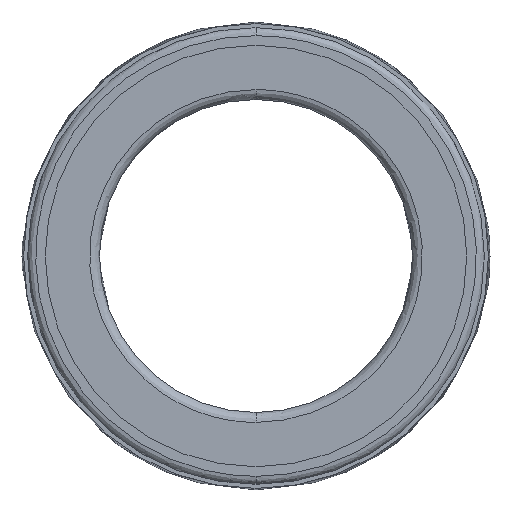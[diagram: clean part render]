
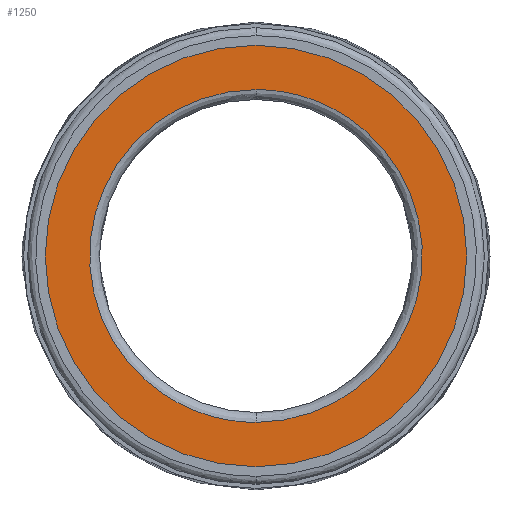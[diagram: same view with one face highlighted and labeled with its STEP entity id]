
A CAD part, front view. The second image highlights one B-rep face of the part: STEP entity #1250.
In plain terms, the highlighted planar face has unit normal (0, -1, 0).
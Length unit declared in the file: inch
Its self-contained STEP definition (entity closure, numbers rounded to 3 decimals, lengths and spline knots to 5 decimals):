
#67 = CARTESIAN_POINT ( 'NONE',  ( -3.3566, -1.18579, 1.6783 ) ) ;
#79 = CARTESIAN_POINT ( 'NONE',  ( 0., -1.18579, -2.126 ) ) ;
#86 = EDGE_CURVE ( 'NONE', #727, #2297, #1816, .T. ) ;
#480 = CARTESIAN_POINT ( 'NONE',  ( -3.3566, -1.18579, -1.6783 ) ) ;
#490 = CARTESIAN_POINT ( 'NONE',  ( 0., -1.18579, 1.6783 ) ) ;
#504 = DIRECTION ( 'NONE',  ( 0., -1., 0. ) ) ;
#553 = AXIS2_PLACEMENT_3D ( 'NONE', #2586, #2147, #862 ) ;
#561 = ORIENTED_EDGE ( 'NONE', *, *, #1824, .T. ) ;
#665 = ORIENTED_EDGE ( 'NONE', *, *, #1438, .T. ) ;
#673 = PLANE ( 'NONE',  #2088 ) ;
#678 = DIRECTION ( 'NONE',  ( 0., 0., -1. ) ) ;
#727 = VERTEX_POINT ( 'NONE', #1766 ) ;
#758 = CARTESIAN_POINT ( 'NONE',  ( 3.3566, -1.18579, -1.6783 ) ) ;
#855 = VERTEX_POINT ( 'NONE', #79 ) ;
#862 = DIRECTION ( 'NONE',  ( 0., 0., -1. ) ) ;
#1250 = ADVANCED_FACE ( 'NONE', ( #2679, #1736 ), #673, .T. ) ;
#1256 = EDGE_CURVE ( 'NONE', #2297, #727, #2228, .T. ) ;
#1321 = EDGE_LOOP ( 'NONE', ( #1391, #1744 ) ) ;
#1391 = ORIENTED_EDGE ( 'NONE', *, *, #86, .F. ) ;
#1396 = VERTEX_POINT ( 'NONE', #2235 ) ;
#1438 = EDGE_CURVE ( 'NONE', #855, #1396, #1501, .T. ) ;
#1501 = CIRCLE ( 'NONE', #1708, 2.126 ) ;
#1598 = CARTESIAN_POINT ( 'NONE',  ( 0., -1.18579, -1.6783 ) ) ;
#1600 = CARTESIAN_POINT ( 'NONE',  ( 0., -1.18579, 0. ) ) ;
#1708 = AXIS2_PLACEMENT_3D ( 'NONE', #1600, #504, #2004 ) ;
#1736 = FACE_BOUND ( 'NONE', #1321, .T. ) ;
#1744 = ORIENTED_EDGE ( 'NONE', *, *, #1256, .F. ) ;
#1766 = CARTESIAN_POINT ( 'NONE',  ( 0., -1.18579, -1.6783 ) ) ;
#1816 =( BOUNDED_CURVE ( )  B_SPLINE_CURVE ( 3, ( #1598, #758, #2477, #2657 ),
 .UNSPECIFIED., .F., .F. ) 
 B_SPLINE_CURVE_WITH_KNOTS ( ( 4, 4 ),
 ( 0.75, 1.25 ),
 .UNSPECIFIED. ) 
 CURVE ( )  GEOMETRIC_REPRESENTATION_ITEM ( )  RATIONAL_B_SPLINE_CURVE ( ( 1., 0.333, 0.333, 1. ) ) 
 REPRESENTATION_ITEM ( '' )  );
#1824 = EDGE_CURVE ( 'NONE', #1396, #855, #2574, .T. ) ;
#1945 = EDGE_LOOP ( 'NONE', ( #665, #561 ) ) ;
#1974 = CARTESIAN_POINT ( 'NONE',  ( 1.90215, -1.18579, 0. ) ) ;
#2004 = DIRECTION ( 'NONE',  ( 0., 0., -1. ) ) ;
#2076 = CARTESIAN_POINT ( 'NONE',  ( 0., -1.18579, 1.6783 ) ) ;
#2088 = AXIS2_PLACEMENT_3D ( 'NONE', #1974, #2415, #678 ) ;
#2147 = DIRECTION ( 'NONE',  ( 0., -1., 0. ) ) ;
#2228 =( BOUNDED_CURVE ( )  B_SPLINE_CURVE ( 3, ( #490, #67, #480, #2626 ),
 .UNSPECIFIED., .F., .F. ) 
 B_SPLINE_CURVE_WITH_KNOTS ( ( 4, 4 ),
 ( 0.25, 0.75 ),
 .UNSPECIFIED. ) 
 CURVE ( )  GEOMETRIC_REPRESENTATION_ITEM ( )  RATIONAL_B_SPLINE_CURVE ( ( 1., 0.333, 0.333, 1. ) ) 
 REPRESENTATION_ITEM ( '' )  );
#2235 = CARTESIAN_POINT ( 'NONE',  ( 0., -1.18579, 2.126 ) ) ;
#2297 = VERTEX_POINT ( 'NONE', #2076 ) ;
#2415 = DIRECTION ( 'NONE',  ( 0., -1., 0. ) ) ;
#2477 = CARTESIAN_POINT ( 'NONE',  ( 3.3566, -1.18579, 1.6783 ) ) ;
#2574 = CIRCLE ( 'NONE', #553, 2.126 ) ;
#2586 = CARTESIAN_POINT ( 'NONE',  ( 0., -1.18579, 0. ) ) ;
#2626 = CARTESIAN_POINT ( 'NONE',  ( 0., -1.18579, -1.6783 ) ) ;
#2657 = CARTESIAN_POINT ( 'NONE',  ( 0., -1.18579, 1.6783 ) ) ;
#2679 = FACE_OUTER_BOUND ( 'NONE', #1945, .T. ) ;
